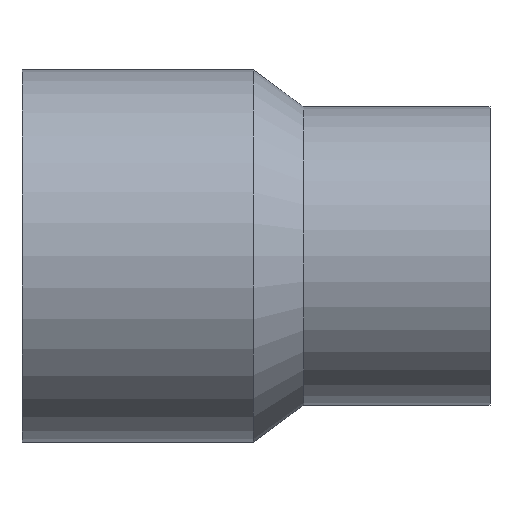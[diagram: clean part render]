
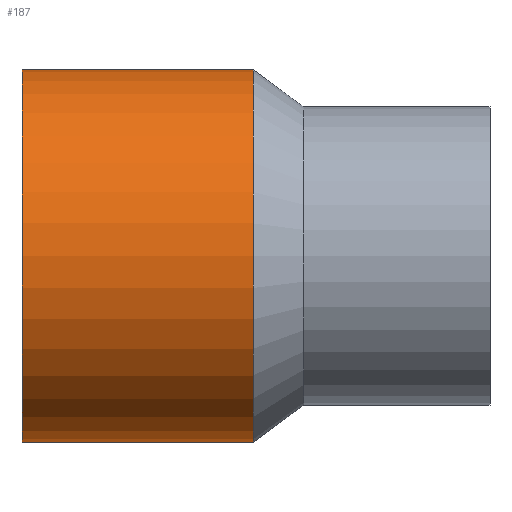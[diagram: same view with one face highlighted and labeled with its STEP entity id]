
A CAD part, top view. The second image highlights one B-rep face of the part: STEP entity #187.
In plain terms, the highlighted cylindrical face has radius 125 mm (diameter 250 mm), a partial arc.
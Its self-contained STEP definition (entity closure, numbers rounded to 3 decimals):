
#113 = EDGE_CURVE( '', #127, #125, #253, .T. );
#119 = EDGE_CURVE( '', #125, #131, #259, .T. );
#125 = VERTEX_POINT( '', #265 );
#127 = VERTEX_POINT( '', #267 );
#131 = VERTEX_POINT( '', #271 );
#141 = EDGE_CURVE( '', #171, #127, #282, .T. );
#171 = VERTEX_POINT( '', #318 );
#187 = ADVANCED_FACE( '', ( #336 ), #337, .T. );
#199 = EDGE_CURVE( '', #171, #131, #349, .T. );
#253 = CIRCLE( '', #403, 125. );
#259 = LINE( '', #413, #414 );
#265 = CARTESIAN_POINT( '', ( 155., 125., 0. ) );
#267 = CARTESIAN_POINT( '', ( 155., -125., 0. ) );
#271 = CARTESIAN_POINT( '', ( 0., 125., 0. ) );
#282 = LINE( '', #444, #445 );
#318 = CARTESIAN_POINT( '', ( 0., -125., 0. ) );
#336 = FACE_OUTER_BOUND( '', #510, .T. );
#337 = CYLINDRICAL_SURFACE( '', #511, 125. );
#349 = CIRCLE( '', #528, 125. );
#403 = AXIS2_PLACEMENT_3D( '', #595, #596, #597 );
#413 = CARTESIAN_POINT( '', ( 77.5, 125., 0. ) );
#414 = VECTOR( '', #602, 1. );
#444 = CARTESIAN_POINT( '', ( 77.5, -125., 0. ) );
#445 = VECTOR( '', #619, 1. );
#510 = EDGE_LOOP( '', ( #691, #692, #693, #694 ) );
#511 = AXIS2_PLACEMENT_3D( '', #695, #696, #697 );
#528 = AXIS2_PLACEMENT_3D( '', #700, #701, #702 );
#595 = CARTESIAN_POINT( '', ( 155., 0., 0. ) );
#596 = DIRECTION( '', ( -1., 0., 0. ) );
#597 = DIRECTION( '', ( 0., 1., 0. ) );
#602 = DIRECTION( '', ( -1., 0., 0. ) );
#619 = DIRECTION( '', ( 1., 0., 0. ) );
#691 = ORIENTED_EDGE( '', *, *, #119, .T. );
#692 = ORIENTED_EDGE( '', *, *, #199, .F. );
#693 = ORIENTED_EDGE( '', *, *, #141, .T. );
#694 = ORIENTED_EDGE( '', *, *, #113, .T. );
#695 = CARTESIAN_POINT( '', ( 77.5, 0., 0. ) );
#696 = DIRECTION( '', ( 1., 0., 0. ) );
#697 = DIRECTION( '', ( 0., 1., 0. ) );
#700 = CARTESIAN_POINT( '', ( 0., 0., 0. ) );
#701 = DIRECTION( '', ( -1., 0., 0. ) );
#702 = DIRECTION( '', ( 0., 1., 0. ) );
